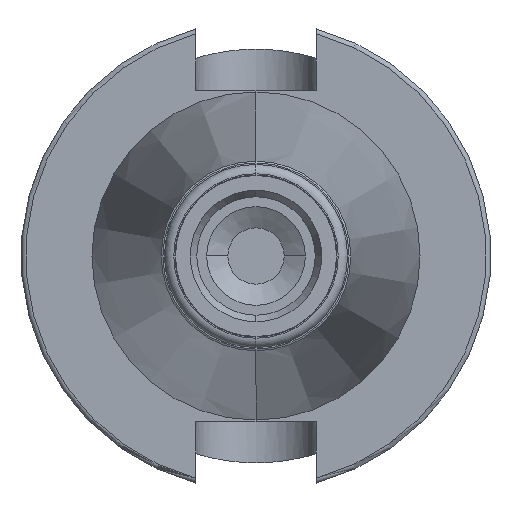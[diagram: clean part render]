
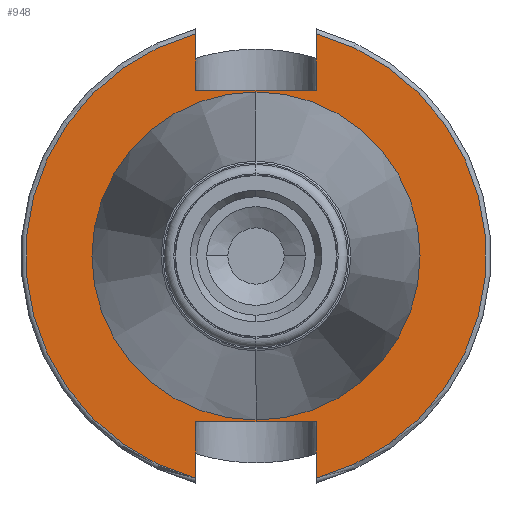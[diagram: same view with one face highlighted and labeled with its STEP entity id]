
A CAD part, left-side view. The second image highlights one B-rep face of the part: STEP entity #948.
In plain terms, the highlighted planar face has unit normal (-1, 0, 0).
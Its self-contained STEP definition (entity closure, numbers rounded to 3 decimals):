
#772 = EDGE_CURVE ( 'NONE', #773, #775, #2742, .T. ) ;
#773 = VERTEX_POINT ( 'NONE', #2735 ) ;
#775 = VERTEX_POINT ( 'NONE', #2733 ) ;
#935 = ORIENTED_EDGE ( 'NONE', *, *, #944, .T. ) ;
#936 = EDGE_LOOP ( 'NONE', ( #935, #988, #985, #981, #984, #979, #1018, #1000 ) ) ;
#944 = EDGE_CURVE ( 'NONE', #989, #986, #3062, .T. ) ;
#948 = ADVANCED_FACE ( 'NONE', ( #3057, #3056 ), #3055, .T. ) ;
#970 = VERTEX_POINT ( 'NONE', #3075 ) ;
#972 = VERTEX_POINT ( 'NONE', #3073 ) ;
#973 = EDGE_CURVE ( 'NONE', #970, #978, #3072, .T. ) ;
#974 = EDGE_CURVE ( 'NONE', #972, #976, #3133, .T. ) ;
#976 = VERTEX_POINT ( 'NONE', #3129 ) ;
#978 = VERTEX_POINT ( 'NONE', #3128 ) ;
#979 = ORIENTED_EDGE ( 'NONE', *, *, #1024, .T. ) ;
#981 = ORIENTED_EDGE ( 'NONE', *, *, #982, .T. ) ;
#982 = EDGE_CURVE ( 'NONE', #978, #972, #3127, .T. ) ;
#984 = ORIENTED_EDGE ( 'NONE', *, *, #974, .T. ) ;
#985 = ORIENTED_EDGE ( 'NONE', *, *, #973, .T. ) ;
#986 = VERTEX_POINT ( 'NONE', #3119 ) ;
#988 = ORIENTED_EDGE ( 'NONE', *, *, #990, .T. ) ;
#989 = VERTEX_POINT ( 'NONE', #3118 ) ;
#990 = EDGE_CURVE ( 'NONE', #986, #970, #3117, .T. ) ;
#993 = ORIENTED_EDGE ( 'NONE', *, *, #772, .T. ) ;
#996 = EDGE_LOOP ( 'NONE', ( #993, #1001 ) ) ;
#997 = EDGE_CURVE ( 'NONE', #998, #989, #3164, .T. ) ;
#998 = VERTEX_POINT ( 'NONE', #3160 ) ;
#999 = EDGE_CURVE ( 'NONE', #775, #773, #3159, .T. ) ;
#1000 = ORIENTED_EDGE ( 'NONE', *, *, #997, .T. ) ;
#1001 = ORIENTED_EDGE ( 'NONE', *, *, #999, .T. ) ;
#1011 = EDGE_CURVE ( 'NONE', #1013, #998, #3143, .T. ) ;
#1013 = VERTEX_POINT ( 'NONE', #3139 ) ;
#1018 = ORIENTED_EDGE ( 'NONE', *, *, #1011, .T. ) ;
#1024 = EDGE_CURVE ( 'NONE', #976, #1013, #3190, .T. ) ;
#2733 = CARTESIAN_POINT ( 'NONE',  ( 3.2, 0., 34.925 ) ) ;
#2735 = CARTESIAN_POINT ( 'NONE',  ( 3.2, 0., -34.925 ) ) ;
#2737 = DIRECTION ( 'NONE',  ( 0., 0., -1. ) ) ;
#2739 = DIRECTION ( 'NONE',  ( 1., 0., 0. ) ) ;
#2740 = CARTESIAN_POINT ( 'NONE',  ( 3.2, 0., 0. ) ) ;
#2741 = AXIS2_PLACEMENT_3D ( 'NONE', #2740, #2739, #2737 ) ;
#2742 = CIRCLE ( 'NONE', #2741, 34.925 ) ;
#3051 = DIRECTION ( 'NONE',  ( 0., 0., 1. ) ) ;
#3052 = DIRECTION ( 'NONE',  ( -1., 0., 0. ) ) ;
#3053 = CARTESIAN_POINT ( 'NONE',  ( 3.2, 0., -34.925 ) ) ;
#3054 = AXIS2_PLACEMENT_3D ( 'NONE', #3053, #3052, #3051 ) ;
#3055 = PLANE ( 'NONE',  #3054 ) ;
#3056 = FACE_BOUND ( 'NONE', #996, .T. ) ;
#3057 = FACE_OUTER_BOUND ( 'NONE', #936, .T. ) ;
#3059 = DIRECTION ( 'NONE',  ( 0., 0., -1. ) ) ;
#3060 = VECTOR ( 'NONE', #3059, 1000. ) ;
#3061 = CARTESIAN_POINT ( 'NONE',  ( 3.2, -12.85, -50.3 ) ) ;
#3062 = LINE ( 'NONE', #3061, #3060 ) ;
#3069 = DIRECTION ( 'NONE',  ( 0., 0., -1. ) ) ;
#3070 = VECTOR ( 'NONE', #3069, 1000. ) ;
#3071 = CARTESIAN_POINT ( 'NONE',  ( 3.2, -12.85, 35.3 ) ) ;
#3072 = LINE ( 'NONE', #3071, #3070 ) ;
#3073 = CARTESIAN_POINT ( 'NONE',  ( 3.2, 12.85, 35.3 ) ) ;
#3075 = CARTESIAN_POINT ( 'NONE',  ( 3.2, -12.85, 47.285 ) ) ;
#3113 = DIRECTION ( 'NONE',  ( 0., 0., 1. ) ) ;
#3114 = DIRECTION ( 'NONE',  ( -1., 0., 0. ) ) ;
#3115 = CARTESIAN_POINT ( 'NONE',  ( 3.2, 0., 0. ) ) ;
#3116 = AXIS2_PLACEMENT_3D ( 'NONE', #3115, #3114, #3113 ) ;
#3117 = CIRCLE ( 'NONE', #3116, 49. ) ;
#3118 = CARTESIAN_POINT ( 'NONE',  ( 3.2, -12.85, -35.3 ) ) ;
#3119 = CARTESIAN_POINT ( 'NONE',  ( 3.2, -12.85, -47.285 ) ) ;
#3124 = DIRECTION ( 'NONE',  ( 0., 1., 0. ) ) ;
#3125 = VECTOR ( 'NONE', #3124, 1000. ) ;
#3126 = CARTESIAN_POINT ( 'NONE',  ( 3.2, 12.85, 35.3 ) ) ;
#3127 = LINE ( 'NONE', #3126, #3125 ) ;
#3128 = CARTESIAN_POINT ( 'NONE',  ( 3.2, -12.85, 35.3 ) ) ;
#3129 = CARTESIAN_POINT ( 'NONE',  ( 3.2, 12.85, 47.285 ) ) ;
#3130 = DIRECTION ( 'NONE',  ( 0., 0., 1. ) ) ;
#3131 = VECTOR ( 'NONE', #3130, 1000. ) ;
#3132 = CARTESIAN_POINT ( 'NONE',  ( 3.2, 12.85, 35.3 ) ) ;
#3133 = LINE ( 'NONE', #3132, #3131 ) ;
#3139 = CARTESIAN_POINT ( 'NONE',  ( 3.2, 12.85, -47.285 ) ) ;
#3140 = DIRECTION ( 'NONE',  ( 0., 0., 1. ) ) ;
#3141 = VECTOR ( 'NONE', #3140, 1000. ) ;
#3142 = CARTESIAN_POINT ( 'NONE',  ( 3.2, 12.85, -50.3 ) ) ;
#3143 = LINE ( 'NONE', #3142, #3141 ) ;
#3155 = DIRECTION ( 'NONE',  ( 0., 0., -1. ) ) ;
#3156 = DIRECTION ( 'NONE',  ( 1., 0., 0. ) ) ;
#3157 = CARTESIAN_POINT ( 'NONE',  ( 3.2, 0., 0. ) ) ;
#3158 = AXIS2_PLACEMENT_3D ( 'NONE', #3157, #3156, #3155 ) ;
#3159 = CIRCLE ( 'NONE', #3158, 34.925 ) ;
#3160 = CARTESIAN_POINT ( 'NONE',  ( 3.2, 12.85, -35.3 ) ) ;
#3161 = DIRECTION ( 'NONE',  ( 0., -1., 0. ) ) ;
#3162 = VECTOR ( 'NONE', #3161, 1000. ) ;
#3163 = CARTESIAN_POINT ( 'NONE',  ( 3.2, 12.85, -35.3 ) ) ;
#3164 = LINE ( 'NONE', #3163, #3162 ) ;
#3186 = DIRECTION ( 'NONE',  ( 0., 0., 1. ) ) ;
#3187 = DIRECTION ( 'NONE',  ( -1., 0., 0. ) ) ;
#3188 = CARTESIAN_POINT ( 'NONE',  ( 3.2, 0., 0. ) ) ;
#3189 = AXIS2_PLACEMENT_3D ( 'NONE', #3188, #3187, #3186 ) ;
#3190 = CIRCLE ( 'NONE', #3189, 49. ) ;
